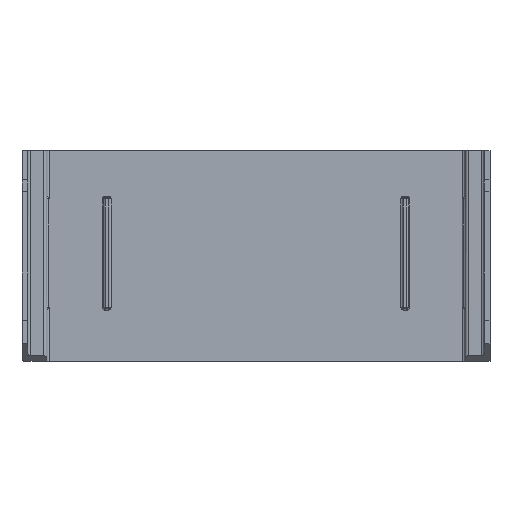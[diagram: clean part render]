
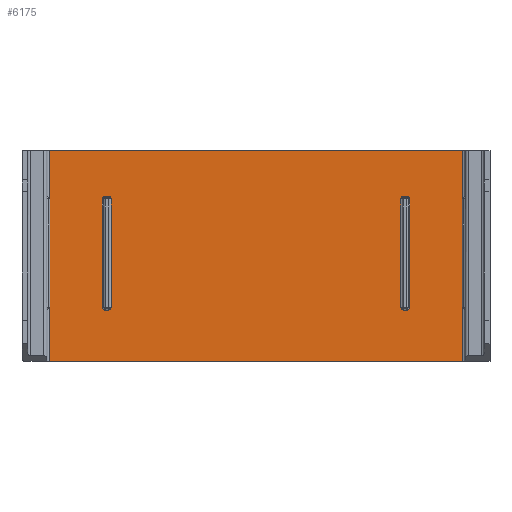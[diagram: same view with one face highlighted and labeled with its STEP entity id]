
A CAD part, top view. The second image highlights one B-rep face of the part: STEP entity #6175.
In plain terms, the highlighted planar face has unit normal (0, 0, 1).
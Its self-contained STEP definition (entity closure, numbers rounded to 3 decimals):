
#255=CIRCLE('',#6516,0.48);
#257=CIRCLE('',#6519,0.48);
#264=CIRCLE('',#6530,0.48);
#268=CIRCLE('',#6535,0.48);
#272=CIRCLE('',#6552,0.48);
#273=CIRCLE('',#6553,0.48);
#274=CIRCLE('',#6554,0.48);
#275=CIRCLE('',#6555,0.48);
#439=FACE_BOUND('',#1350,.T.);
#440=FACE_BOUND('',#1351,.T.);
#957=FACE_OUTER_BOUND('',#1349,.T.);
#1349=EDGE_LOOP('',(#5035,#5036,#5037,#5038));
#1350=EDGE_LOOP('',(#5039,#5040,#5041,#5042,#5043,#5044,#5045,#5046));
#1351=EDGE_LOOP('',(#5047,#5048,#5049,#5050,#5051,#5052,#5053,#5054));
#1752=LINE('',#11177,#2234);
#1756=LINE('',#11208,#2238);
#1760=LINE('',#11214,#2242);
#1764=LINE('',#11220,#2246);
#1776=LINE('',#11242,#2258);
#1777=LINE('',#11244,#2259);
#1778=LINE('',#11246,#2260);
#1779=LINE('',#11247,#2261);
#1780=LINE('',#11252,#2262);
#1781=LINE('',#11256,#2263);
#1782=LINE('',#11260,#2264);
#1783=LINE('',#11263,#2265);
#2234=VECTOR('',#7426,10.);
#2238=VECTOR('',#7462,10.);
#2242=VECTOR('',#7470,10.);
#2246=VECTOR('',#7478,10.);
#2258=VECTOR('',#7506,10.);
#2259=VECTOR('',#7507,10.);
#2260=VECTOR('',#7508,10.);
#2261=VECTOR('',#7509,10.);
#2262=VECTOR('',#7512,10.);
#2263=VECTOR('',#7515,10.);
#2264=VECTOR('',#7518,10.);
#2265=VECTOR('',#7521,10.);
#2816=VERTEX_POINT('',#11162);
#2817=VERTEX_POINT('',#11164);
#2818=VERTEX_POINT('',#11168);
#2819=VERTEX_POINT('',#11169);
#2825=VERTEX_POINT('',#11190);
#2826=VERTEX_POINT('',#11191);
#2829=VERTEX_POINT('',#11199);
#2830=VERTEX_POINT('',#11200);
#2833=VERTEX_POINT('',#11240);
#2834=VERTEX_POINT('',#11241);
#2835=VERTEX_POINT('',#11243);
#2836=VERTEX_POINT('',#11245);
#2837=VERTEX_POINT('',#11248);
#2838=VERTEX_POINT('',#11249);
#2839=VERTEX_POINT('',#11251);
#2840=VERTEX_POINT('',#11253);
#2841=VERTEX_POINT('',#11255);
#2842=VERTEX_POINT('',#11257);
#2843=VERTEX_POINT('',#11259);
#2844=VERTEX_POINT('',#11261);
#3555=EDGE_CURVE('',#2816,#2817,#255,.T.);
#3557=EDGE_CURVE('',#2818,#2819,#257,.T.);
#3561=EDGE_CURVE('',#2819,#2816,#1752,.T.);
#3568=EDGE_CURVE('',#2825,#2826,#264,.T.);
#3572=EDGE_CURVE('',#2829,#2830,#268,.T.);
#3576=EDGE_CURVE('',#2830,#2818,#1756,.T.);
#3580=EDGE_CURVE('',#2826,#2829,#1760,.T.);
#3584=EDGE_CURVE('',#2817,#2825,#1764,.T.);
#3596=EDGE_CURVE('',#2833,#2834,#1776,.T.);
#3597=EDGE_CURVE('',#2833,#2835,#1777,.T.);
#3598=EDGE_CURVE('',#2836,#2835,#1778,.T.);
#3599=EDGE_CURVE('',#2836,#2834,#1779,.T.);
#3600=EDGE_CURVE('',#2837,#2838,#272,.T.);
#3601=EDGE_CURVE('',#2839,#2837,#1780,.T.);
#3602=EDGE_CURVE('',#2840,#2839,#273,.T.);
#3603=EDGE_CURVE('',#2841,#2840,#1781,.T.);
#3604=EDGE_CURVE('',#2842,#2841,#274,.T.);
#3605=EDGE_CURVE('',#2843,#2842,#1782,.T.);
#3606=EDGE_CURVE('',#2844,#2843,#275,.T.);
#3607=EDGE_CURVE('',#2838,#2844,#1783,.T.);
#5035=ORIENTED_EDGE('',*,*,#3596,.F.);
#5036=ORIENTED_EDGE('',*,*,#3597,.T.);
#5037=ORIENTED_EDGE('',*,*,#3598,.F.);
#5038=ORIENTED_EDGE('',*,*,#3599,.T.);
#5039=ORIENTED_EDGE('',*,*,#3600,.F.);
#5040=ORIENTED_EDGE('',*,*,#3601,.F.);
#5041=ORIENTED_EDGE('',*,*,#3602,.F.);
#5042=ORIENTED_EDGE('',*,*,#3603,.F.);
#5043=ORIENTED_EDGE('',*,*,#3604,.F.);
#5044=ORIENTED_EDGE('',*,*,#3605,.F.);
#5045=ORIENTED_EDGE('',*,*,#3606,.F.);
#5046=ORIENTED_EDGE('',*,*,#3607,.F.);
#5047=ORIENTED_EDGE('',*,*,#3572,.F.);
#5048=ORIENTED_EDGE('',*,*,#3580,.F.);
#5049=ORIENTED_EDGE('',*,*,#3568,.F.);
#5050=ORIENTED_EDGE('',*,*,#3584,.F.);
#5051=ORIENTED_EDGE('',*,*,#3555,.F.);
#5052=ORIENTED_EDGE('',*,*,#3561,.F.);
#5053=ORIENTED_EDGE('',*,*,#3557,.F.);
#5054=ORIENTED_EDGE('',*,*,#3576,.F.);
#5904=PLANE('',#6551);
#6175=ADVANCED_FACE('',(#957,#439,#440),#5904,.T.);
#6516=AXIS2_PLACEMENT_3D('',#11165,#7410,#7411);
#6519=AXIS2_PLACEMENT_3D('',#11170,#7416,#7417);
#6530=AXIS2_PLACEMENT_3D('',#11192,#7442,#7443);
#6535=AXIS2_PLACEMENT_3D('',#11201,#7452,#7453);
#6551=AXIS2_PLACEMENT_3D('',#11239,#7504,#7505);
#6552=AXIS2_PLACEMENT_3D('',#11250,#7510,#7511);
#6553=AXIS2_PLACEMENT_3D('',#11254,#7513,#7514);
#6554=AXIS2_PLACEMENT_3D('',#11258,#7516,#7517);
#6555=AXIS2_PLACEMENT_3D('',#11262,#7519,#7520);
#7410=DIRECTION('center_axis',(0.,0.,1.));
#7411=DIRECTION('ref_axis',(0.707,0.707,0.));
#7416=DIRECTION('center_axis',(0.,0.,1.));
#7417=DIRECTION('ref_axis',(0.707,-0.707,0.));
#7426=DIRECTION('',(0.,1.,0.));
#7442=DIRECTION('center_axis',(0.,0.,1.));
#7443=DIRECTION('ref_axis',(-0.707,0.707,0.));
#7452=DIRECTION('center_axis',(0.,0.,1.));
#7453=DIRECTION('ref_axis',(-0.707,-0.707,0.));
#7462=DIRECTION('',(1.,0.,0.));
#7470=DIRECTION('',(0.,-1.,0.));
#7478=DIRECTION('',(-1.,0.,0.));
#7504=DIRECTION('center_axis',(0.,0.,1.));
#7505=DIRECTION('ref_axis',(1.,0.,0.));
#7506=DIRECTION('',(0.,-1.,0.));
#7507=DIRECTION('',(-1.,0.,0.));
#7508=DIRECTION('',(0.,1.,0.));
#7509=DIRECTION('',(1.,0.,0.));
#7510=DIRECTION('center_axis',(0.,0.,1.));
#7511=DIRECTION('ref_axis',(0.707,0.707,0.));
#7512=DIRECTION('',(0.,1.,0.));
#7513=DIRECTION('center_axis',(0.,0.,1.));
#7514=DIRECTION('ref_axis',(0.707,-0.707,0.));
#7515=DIRECTION('',(1.,0.,0.));
#7516=DIRECTION('center_axis',(0.,0.,1.));
#7517=DIRECTION('ref_axis',(-0.707,-0.707,0.));
#7518=DIRECTION('',(0.,-1.,0.));
#7519=DIRECTION('center_axis',(0.,0.,1.));
#7520=DIRECTION('ref_axis',(-0.707,0.707,0.));
#7521=DIRECTION('',(-1.,0.,0.));
#11162=CARTESIAN_POINT('',(62.99,27.76,0.));
#11164=CARTESIAN_POINT('',(62.51,28.24,0.));
#11165=CARTESIAN_POINT('Origin',(62.51,27.76,0.));
#11168=CARTESIAN_POINT('',(62.51,8.76,0.));
#11169=CARTESIAN_POINT('',(62.99,9.24,0.));
#11170=CARTESIAN_POINT('Origin',(62.51,9.24,0.));
#11177=CARTESIAN_POINT('',(62.99,13.5,0.));
#11190=CARTESIAN_POINT('',(61.99,28.24,0.));
#11191=CARTESIAN_POINT('',(61.51,27.76,0.));
#11192=CARTESIAN_POINT('Origin',(61.99,27.76,0.));
#11199=CARTESIAN_POINT('',(61.51,9.24,0.));
#11200=CARTESIAN_POINT('',(61.99,8.76,0.));
#11201=CARTESIAN_POINT('Origin',(61.99,9.24,0.));
#11208=CARTESIAN_POINT('',(49.25,8.76,0.));
#11214=CARTESIAN_POINT('',(61.51,23.,0.));
#11220=CARTESIAN_POINT('',(49.75,28.24,0.));
#11239=CARTESIAN_POINT('Origin',(36.75,18.,0.));
#11240=CARTESIAN_POINT('',(72.,36.,0.));
#11241=CARTESIAN_POINT('',(72.,0.,0.));
#11242=CARTESIAN_POINT('',(72.,27.,0.));
#11243=CARTESIAN_POINT('',(1.5,36.,0.));
#11244=CARTESIAN_POINT('',(73.5,36.,0.));
#11245=CARTESIAN_POINT('',(1.5,0.,0.));
#11246=CARTESIAN_POINT('',(1.5,9.,0.));
#11247=CARTESIAN_POINT('',(0.,0.,0.));
#11248=CARTESIAN_POINT('',(11.99,27.76,0.));
#11249=CARTESIAN_POINT('',(11.51,28.24,0.));
#11250=CARTESIAN_POINT('Origin',(11.51,27.76,0.));
#11251=CARTESIAN_POINT('',(11.99,9.24,0.));
#11252=CARTESIAN_POINT('',(11.99,13.5,0.));
#11253=CARTESIAN_POINT('',(11.51,8.76,0.));
#11254=CARTESIAN_POINT('Origin',(11.51,9.24,0.));
#11255=CARTESIAN_POINT('',(10.99,8.76,0.));
#11256=CARTESIAN_POINT('',(23.75,8.76,0.));
#11257=CARTESIAN_POINT('',(10.51,9.24,0.));
#11258=CARTESIAN_POINT('Origin',(10.99,9.24,0.));
#11259=CARTESIAN_POINT('',(10.51,27.76,0.));
#11260=CARTESIAN_POINT('',(10.51,23.,0.));
#11261=CARTESIAN_POINT('',(10.99,28.24,0.));
#11262=CARTESIAN_POINT('Origin',(10.99,27.76,0.));
#11263=CARTESIAN_POINT('',(24.25,28.24,0.));
